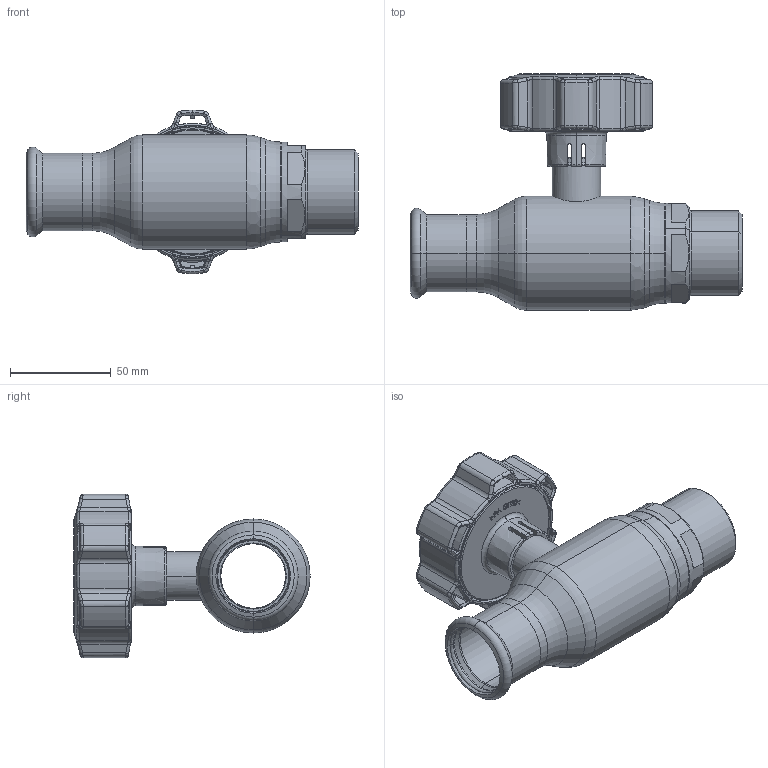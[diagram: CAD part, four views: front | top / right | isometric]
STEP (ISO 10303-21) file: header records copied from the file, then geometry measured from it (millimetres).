
FILE_DESCRIPTION (( 'STEP AP214' ), '1' );
FILE_NAME ('1032001200-1200.step', '2024-01-15T11:29:50', ( '' ), ( '' ), 'SwSTEP 2.0', 'SolidWorks 2021', '' );
FILE_SCHEMA (( 'AUTOMOTIVE_DESIGN' ));
Length unit declared in the file: millimetre
Products named in the file (1): 1032001200-1200
Bounding box: 164.5 x 117.1 x 81 mm (x, y, z)
Surface area: 62546.7 mm2 (no closed solid volume)
Topology: 0 solids, 19 shells, 570 faces, 1791 edges, 1204 vertices
Faces by surface type: bspline 187, cylinder 130, plane 117, cone 77, torus 59
Entity records: 36792 total; most frequent: CARTESIAN_POINT 16815, ORIENTED_EDGE 3048, DIRECTION 2254, EDGE_CURVE 1789, VERTEX_POINT 1204, AXIS2_PLACEMENT_3D 882, B_SPLINE_CURVE_WITH_KNOTS 755, EDGE_LOOP 603
